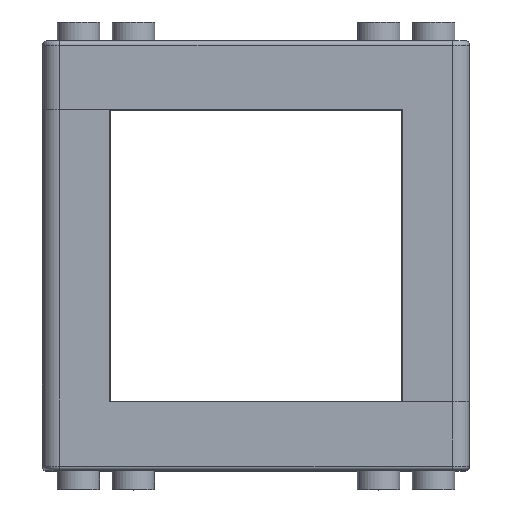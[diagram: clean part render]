
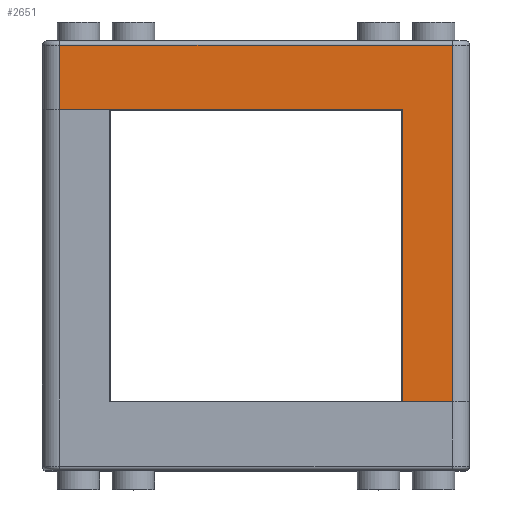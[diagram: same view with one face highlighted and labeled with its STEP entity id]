
A CAD part, top view. The second image highlights one B-rep face of the part: STEP entity #2651.
In plain terms, the highlighted face is planar.
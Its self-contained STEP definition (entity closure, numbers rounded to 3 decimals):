
#361=FACE_OUTER_BOUND('',#545,.T.);
#545=EDGE_LOOP('',(#2223,#2224,#2225,#2226,#2227,#2228));
#765=LINE('',#4412,#1015);
#767=LINE('',#4421,#1017);
#769=LINE('',#4427,#1019);
#776=LINE('',#4446,#1026);
#777=LINE('',#4448,#1027);
#778=LINE('',#4449,#1028);
#1015=VECTOR('',#3627,10.);
#1017=VECTOR('',#3639,10.);
#1019=VECTOR('',#3645,10.);
#1026=VECTOR('',#3666,10.);
#1027=VECTOR('',#3667,10.);
#1028=VECTOR('',#3668,10.);
#1286=VERTEX_POINT('',#4403);
#1288=VERTEX_POINT('',#4410);
#1289=VERTEX_POINT('',#4415);
#1291=VERTEX_POINT('',#4423);
#1297=VERTEX_POINT('',#4445);
#1298=VERTEX_POINT('',#4447);
#1619=EDGE_CURVE('',#1288,#1286,#765,.T.);
#1624=EDGE_CURVE('',#1286,#1289,#767,.T.);
#1627=EDGE_CURVE('',#1289,#1291,#769,.T.);
#1636=EDGE_CURVE('',#1297,#1288,#776,.T.);
#1637=EDGE_CURVE('',#1297,#1298,#777,.T.);
#1638=EDGE_CURVE('',#1291,#1298,#778,.T.);
#2223=ORIENTED_EDGE('',*,*,#1627,.F.);
#2224=ORIENTED_EDGE('',*,*,#1624,.F.);
#2225=ORIENTED_EDGE('',*,*,#1619,.F.);
#2226=ORIENTED_EDGE('',*,*,#1636,.F.);
#2227=ORIENTED_EDGE('',*,*,#1637,.T.);
#2228=ORIENTED_EDGE('',*,*,#1638,.F.);
#2501=PLANE('',#2957);
#2651=ADVANCED_FACE('',(#361),#2501,.T.);
#2957=AXIS2_PLACEMENT_3D('',#4444,#3664,#3665);
#3627=DIRECTION('',(0.,0.,-1.));
#3639=DIRECTION('',(0.,-1.,0.));
#3645=DIRECTION('',(0.,0.,1.));
#3664=DIRECTION('center_axis',(1.,0.,0.));
#3665=DIRECTION('ref_axis',(0.,1.,0.));
#3666=DIRECTION('',(0.,1.,0.));
#3667=DIRECTION('',(0.,0.,1.));
#3668=DIRECTION('',(0.,1.,0.));
#4403=CARTESIAN_POINT('',(24.9,22.9,0.5));
#4410=CARTESIAN_POINT('',(24.9,22.9,8.));
#4412=CARTESIAN_POINT('',(24.9,22.9,0.));
#4415=CARTESIAN_POINT('',(24.9,-22.9,0.5));
#4421=CARTESIAN_POINT('',(24.9,-12.45,0.5));
#4423=CARTESIAN_POINT('',(24.9,-22.9,42.1));
#4427=CARTESIAN_POINT('',(24.9,-22.9,0.));
#4444=CARTESIAN_POINT('Origin',(24.9,-24.9,0.));
#4445=CARTESIAN_POINT('',(24.9,-17.02,8.));
#4446=CARTESIAN_POINT('',(24.9,24.9,8.));
#4447=CARTESIAN_POINT('',(24.9,-17.02,42.1));
#4448=CARTESIAN_POINT('',(24.9,-17.02,8.));
#4449=CARTESIAN_POINT('',(24.9,-24.9,42.1));
